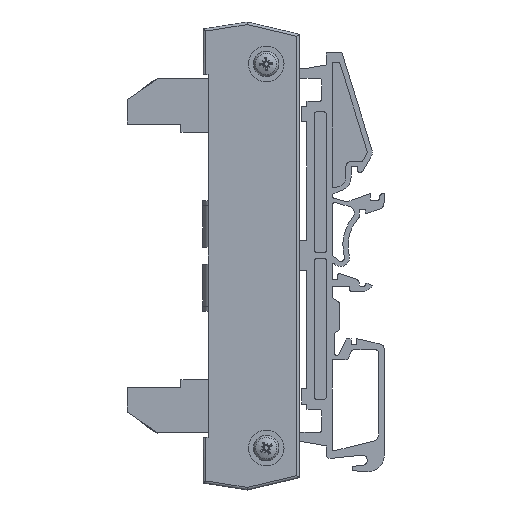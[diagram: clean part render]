
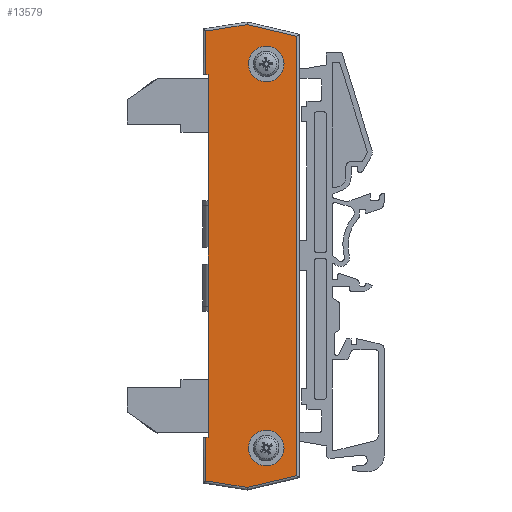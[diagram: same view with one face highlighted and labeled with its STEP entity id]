
A CAD part, left-side view. The second image highlights one B-rep face of the part: STEP entity #13579.
In plain terms, the highlighted face is planar.
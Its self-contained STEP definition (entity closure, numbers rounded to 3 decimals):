
#13118=CARTESIAN_POINT('',(-16.628,6.238,5.0));
#13119=VERTEX_POINT('',#13118);
#13126=CARTESIAN_POINT('',(54.672,6.238,5.0));
#13127=VERTEX_POINT('',#13126);
#13128=CARTESIAN_POINT('',(54.672,6.238,5.0));
#13129=DIRECTION('',(-1.0,0.0,0.0));
#13130=VECTOR('',#13129,71.3);
#13131=LINE('',#13128,#13130);
#13132=EDGE_CURVE('',#13127,#13119,#13131,.T.);
#13375=CARTESIAN_POINT('',(60.272,-5.162,5.0));
#13376=VERTEX_POINT('',#13375);
#13377=CARTESIAN_POINT('',(56.772,-5.162,5.0));
#13378=DIRECTION('',(0.0,0.0,-1.0));
#13379=DIRECTION('',(-1.0,0.0,0.0));
#13380=AXIS2_PLACEMENT_3D('',#13377,#13378,#13379);
#13381=CIRCLE('',#13380,3.5);
#13382=EDGE_CURVE('',#13376,#13376,#13381,.T.);
#13415=CARTESIAN_POINT('',(-15.228,-5.162,5.0));
#13416=VERTEX_POINT('',#13415);
#13417=CARTESIAN_POINT('',(-18.728,-5.162,5.0));
#13418=DIRECTION('',(0.0,0.0,-1.0));
#13419=DIRECTION('',(-1.0,0.0,0.0));
#13420=AXIS2_PLACEMENT_3D('',#13417,#13418,#13419);
#13421=CIRCLE('',#13420,3.5);
#13422=EDGE_CURVE('',#13416,#13416,#13421,.T.);
#13456=CARTESIAN_POINT('',(54.672,6.738,5.0));
#13457=VERTEX_POINT('',#13456);
#13458=CARTESIAN_POINT('',(54.672,6.738,5.0));
#13459=DIRECTION('',(0.0,-1.0,0.0));
#13460=VECTOR('',#13459,0.5);
#13461=LINE('',#13458,#13460);
#13462=EDGE_CURVE('',#13457,#13127,#13461,.T.);
#13487=CARTESIAN_POINT('',(-16.628,6.738,5.0));
#13488=VERTEX_POINT('',#13487);
#13496=CARTESIAN_POINT('',(-16.628,6.238,5.0));
#13497=DIRECTION('',(0.0,1.0,0.0));
#13498=VECTOR('',#13497,0.5);
#13499=LINE('',#13496,#13498);
#13500=EDGE_CURVE('',#13119,#13488,#13499,.T.);
#13509=CARTESIAN_POINT('',(19.022,-2.126,5.0));
#13510=DIRECTION('',(0.0,0.0,1.0));
#13511=DIRECTION('',(1.0,0.0,0.0));
#13512=AXIS2_PLACEMENT_3D('',#13509,#13510,#13511);
#13513=PLANE('',#13512);
#13514=ORIENTED_EDGE('',*,*,#13462,.T.);
#13515=ORIENTED_EDGE('',*,*,#13132,.T.);
#13516=ORIENTED_EDGE('',*,*,#13500,.T.);
#13517=CARTESIAN_POINT('',(-25.176,6.738,5.0));
#13518=VERTEX_POINT('',#13517);
#13519=CARTESIAN_POINT('',(-25.176,6.738,5.0));
#13520=DIRECTION('',(1.0,0.0,0.0));
#13521=VECTOR('',#13520,8.548);
#13522=LINE('',#13519,#13521);
#13523=EDGE_CURVE('',#13518,#13488,#13522,.T.);
#13524=ORIENTED_EDGE('',*,*,#13523,.F.);
#13525=CARTESIAN_POINT('',(-26.459,-1.405,5.0));
#13526=VERTEX_POINT('',#13525);
#13527=CARTESIAN_POINT('',(-26.459,-1.405,5.0));
#13528=DIRECTION('',(0.156,0.988,0.0));
#13529=VECTOR('',#13528,8.244);
#13530=LINE('',#13527,#13529);
#13531=EDGE_CURVE('',#13526,#13518,#13530,.T.);
#13532=ORIENTED_EDGE('',*,*,#13531,.F.);
#13533=CARTESIAN_POINT('',(-24.157,-11.162,5.0));
#13534=VERTEX_POINT('',#13533);
#13535=CARTESIAN_POINT('',(-24.157,-11.162,5.0));
#13536=DIRECTION('',(-0.23,0.973,0.0));
#13537=VECTOR('',#13536,10.024);
#13538=LINE('',#13535,#13537);
#13539=EDGE_CURVE('',#13534,#13526,#13538,.T.);
#13540=ORIENTED_EDGE('',*,*,#13539,.F.);
#13541=CARTESIAN_POINT('',(62.201,-11.162,5.0));
#13542=VERTEX_POINT('',#13541);
#13543=CARTESIAN_POINT('',(62.201,-11.162,5.0));
#13544=DIRECTION('',(-1.0,0.0,0.0));
#13545=VECTOR('',#13544,86.358);
#13546=LINE('',#13543,#13545);
#13547=EDGE_CURVE('',#13542,#13534,#13546,.T.);
#13548=ORIENTED_EDGE('',*,*,#13547,.F.);
#13549=CARTESIAN_POINT('',(64.503,-1.405,5.0));
#13550=VERTEX_POINT('',#13549);
#13551=CARTESIAN_POINT('',(64.503,-1.405,5.0));
#13552=DIRECTION('',(-0.23,-0.973,0.0));
#13553=VECTOR('',#13552,10.024);
#13554=LINE('',#13551,#13553);
#13555=EDGE_CURVE('',#13550,#13542,#13554,.T.);
#13556=ORIENTED_EDGE('',*,*,#13555,.F.);
#13557=CARTESIAN_POINT('',(63.22,6.738,5.0));
#13558=VERTEX_POINT('',#13557);
#13559=CARTESIAN_POINT('',(63.22,6.738,5.0));
#13560=DIRECTION('',(0.156,-0.988,0.0));
#13561=VECTOR('',#13560,8.244);
#13562=LINE('',#13559,#13561);
#13563=EDGE_CURVE('',#13558,#13550,#13562,.T.);
#13564=ORIENTED_EDGE('',*,*,#13563,.F.);
#13565=CARTESIAN_POINT('',(54.672,6.738,5.0));
#13566=DIRECTION('',(1.0,0.0,0.0));
#13567=VECTOR('',#13566,8.548);
#13568=LINE('',#13565,#13567);
#13569=EDGE_CURVE('',#13457,#13558,#13568,.T.);
#13570=ORIENTED_EDGE('',*,*,#13569,.F.);
#13571=EDGE_LOOP('',(#13514,#13515,#13516,#13524,#13532,#13540,#13548,#13556,#13564,#13570));
#13572=FACE_OUTER_BOUND('',#13571,.T.);
#13573=ORIENTED_EDGE('',*,*,#13382,.T.);
#13574=EDGE_LOOP('',(#13573));
#13575=FACE_BOUND('',#13574,.T.);
#13576=ORIENTED_EDGE('',*,*,#13422,.T.);
#13577=EDGE_LOOP('',(#13576));
#13578=FACE_BOUND('',#13577,.T.);
#13579=ADVANCED_FACE('',(#13572,#13575,#13578),#13513,.T.);
